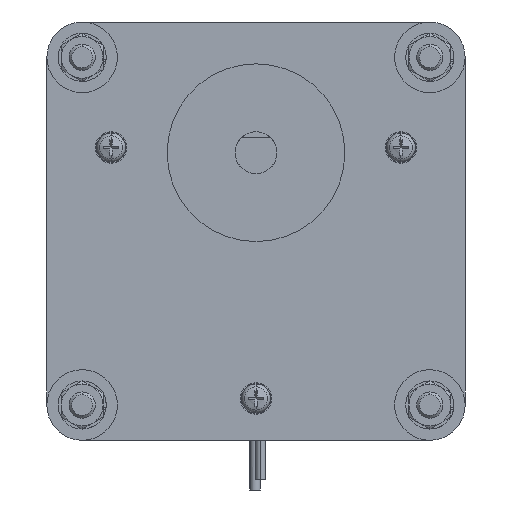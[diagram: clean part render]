
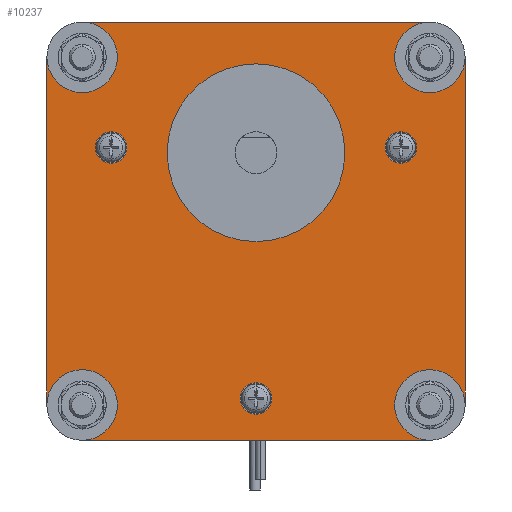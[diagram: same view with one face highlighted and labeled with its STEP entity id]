
A CAD part, left-side view. The second image highlights one B-rep face of the part: STEP entity #10237.
In plain terms, the highlighted planar face has unit normal (-1, 0, 0).
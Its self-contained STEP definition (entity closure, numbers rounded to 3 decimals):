
#9756=CARTESIAN_POINT('POINT7799',(0.5,
   25.115,-0.5));
#9757=VERTEX_POINT('VERTEX7799',#9756);
#9764=CARTESIAN_POINT('POINT7800',(0.5,
   30.311,2.5));
#9765=VERTEX_POINT('VERTEX7800',#9764);
#9766=CARTESIAN_POINT('POS10808',(0.5,
   27.713,1.));
#9767=DIRECTION('DIR16772',(1.,0.,
   0.));
#9768=DIRECTION('DIR16773',(0.,-0.866
   ,-0.5));
#9769=AXIS2_PLACEMENT_3D('AXIS5965',#9766,#9767,#9768);
#9770=CIRCLE('ELLIPSE2912',#9769,3.);
#9771=EDGE_CURVE('EDGE12797',#9765,#9757,#9770,.T.);
#9791=EDGE_CURVE('EDGE12799',#9757,#9765,#9770,.T.);
#9796=CARTESIAN_POINT('POINT7801',(0.5,
   -25.115,-0.5));
#9797=VERTEX_POINT('VERTEX7801',#9796);
#9804=CARTESIAN_POINT('POINT7802',(0.5,
   -30.311,2.5));
#9805=VERTEX_POINT('VERTEX7802',#9804);
#9806=CARTESIAN_POINT('POS10812',(0.5,
   -27.713,1.));
#9807=DIRECTION('DIR16778',(1.,0.,
   0.));
#9808=DIRECTION('DIR16779',(0.,0.866,
   -0.5));
#9809=AXIS2_PLACEMENT_3D('AXIS5967',#9806,#9807,#9808);
#9810=CIRCLE('ELLIPSE2913',#9809,3.);
#9811=EDGE_CURVE('EDGE12801',#9805,#9797,#9810,.T.);
#9831=EDGE_CURVE('EDGE12803',#9797,#9805,#9810,.T.);
#9836=CARTESIAN_POINT('POINT7803',(0.5,0.,
   -44.));
#9837=VERTEX_POINT('VERTEX7803',#9836);
#9844=CARTESIAN_POINT('POINT7804',(0.5,
   0.,-50.));
#9845=VERTEX_POINT('VERTEX7804',#9844);
#9846=CARTESIAN_POINT('POS10816',(0.5,0.,
   -47.));
#9847=DIRECTION('DIR16784',(1.,0.,0.));
#9848=DIRECTION('DIR16785',(0.,0.,1.));
#9849=AXIS2_PLACEMENT_3D('AXIS5969',#9846,#9847,#9848);
#9850=CIRCLE('ELLIPSE2914',#9849,3.);
#9851=EDGE_CURVE('EDGE12805',#9845,#9837,#9850,.T.);
#9871=EDGE_CURVE('EDGE12807',#9837,#9845,#9850,.T.);
#9877=CARTESIAN_POINT('POINT7805',(0.5,40.,
   -48.25));
#9878=VERTEX_POINT('VERTEX7805',#9877);
#9885=CARTESIAN_POINT('POINT7806',(0.5,40.,
   18.25));
#9886=VERTEX_POINT('VERTEX7806',#9885);
#9887=CARTESIAN_POINT('POS10820',(0.5,40.,
   18.25));
#9888=DIRECTION('DIR16790',(0.,0.,-1.));
#9889=VECTOR('VEC4850',#9888,1.);
#9890=LINE('STRAIGHT4850',#9887,#9889);
#9891=EDGE_CURVE('EDGE12809',#9886,#9878,#9890,.T.);
#9907=CARTESIAN_POINT('POINT7807',(0.5,33.25,
   25.));
#9908=VERTEX_POINT('VERTEX7807',#9907);
#9923=CARTESIAN_POINT('POINT7808',(0.5,33.25,
   11.5));
#9924=VERTEX_POINT('VERTEX7808',#9923);
#9925=CARTESIAN_POINT('POS10825',(0.5,33.25,
   18.25));
#9926=DIRECTION('DIR16796',(1.,0.,0.));
#9927=DIRECTION('DIR16797',(0.,0.,-1.));
#9928=AXIS2_PLACEMENT_3D('AXIS5972',#9925,#9926,#9927);
#9929=CIRCLE('ELLIPSE2915',#9928,6.75);
#9930=EDGE_CURVE('EDGE12813',#9924,#9886,#9929,.T.);
#9950=EDGE_CURVE('EDGE12815',#9908,#9924,#9929,.T.);
#9957=CARTESIAN_POINT('POINT7809',(0.5,-33.25,
   25.));
#9958=VERTEX_POINT('VERTEX7809',#9957);
#9959=CARTESIAN_POINT('POS10828',(0.5,-33.25,
   25.));
#9960=DIRECTION('DIR16801',(0.,1.,0.));
#9961=VECTOR('VEC4855',#9960,1.);
#9962=LINE('STRAIGHT4855',#9959,#9961);
#9963=EDGE_CURVE('EDGE12816',#9958,#9908,#9962,.T.);
#9979=CARTESIAN_POINT('POINT7810',(0.5,-40.,
   18.25));
#9980=VERTEX_POINT('VERTEX7810',#9979);
#9995=CARTESIAN_POINT('POINT7811',(0.5,-26.5,
   18.25));
#9996=VERTEX_POINT('VERTEX7811',#9995);
#9997=CARTESIAN_POINT('POS10833',(0.5,-33.25,
   18.25));
#9998=DIRECTION('DIR16807',(1.,0.,0.));
#9999=DIRECTION('DIR16808',(0.,0.,-1.));
#10000=AXIS2_PLACEMENT_3D('AXIS5975',#9997,#9998,#9999);
#10001=CIRCLE('ELLIPSE2916',#10000,6.75);
#10002=EDGE_CURVE('EDGE12820',#9996,#9958,#10001,.T.);
#10023=EDGE_CURVE('EDGE12822',#9980,#9996,#10001,.T.);
#10030=CARTESIAN_POINT('POINT7812',(0.5,-40.,
   -48.25));
#10031=VERTEX_POINT('VERTEX7812',#10030);
#10032=CARTESIAN_POINT('POS10836',(0.5,-40.,-15.));
#10033=DIRECTION('DIR16812',(0.,0.,1.));
#10034=VECTOR('VEC4860',#10033,1.);
#10035=LINE('STRAIGHT4860',#10032,#10034);
#10036=EDGE_CURVE('EDGE12823',#10031,#9980,#10035,.T.);
#10052=CARTESIAN_POINT('POINT7813',(0.5,-33.25,
   -55.));
#10053=VERTEX_POINT('VERTEX7813',#10052);
#10068=CARTESIAN_POINT('POINT7814',(0.5,-33.25,
   -41.5));
#10069=VERTEX_POINT('VERTEX7814',#10068);
#10070=CARTESIAN_POINT('POS10841',(0.5,-33.25,
   -48.25));
#10071=DIRECTION('DIR16818',(1.,0.,0.));
#10072=DIRECTION('DIR16819',(0.,0.,-1.));
#10073=AXIS2_PLACEMENT_3D('AXIS5978',#10070,#10071,#10072);
#10074=CIRCLE('ELLIPSE2917',#10073,6.75);
#10075=EDGE_CURVE('EDGE12827',#10069,#10031,#10074,.T.);
#10095=EDGE_CURVE('EDGE12829',#10053,#10069,#10074,.T.);
#10102=CARTESIAN_POINT('POINT7815',(0.5,33.25,
   -55.));
#10103=VERTEX_POINT('VERTEX7815',#10102);
#10104=CARTESIAN_POINT('POS10844',(0.5,33.25,
   -55.));
#10105=DIRECTION('DIR16823',(0.,-1.,0.));
#10106=VECTOR('VEC4865',#10105,1.);
#10107=LINE('STRAIGHT4865',#10104,#10106);
#10108=EDGE_CURVE('EDGE12830',#10103,#10053,#10107,.T.);
#10133=CARTESIAN_POINT('POINT7816',(0.5,26.5,
   -48.25));
#10134=VERTEX_POINT('VERTEX7816',#10133);
#10135=CARTESIAN_POINT('POS10848',(0.5,33.25,
   -48.25));
#10136=DIRECTION('DIR16828',(1.,0.,0.));
#10137=DIRECTION('DIR16829',(0.,0.,-1.));
#10138=AXIS2_PLACEMENT_3D('AXIS5981',#10135,#10136,#10137);
#10139=CIRCLE('ELLIPSE2918',#10138,6.75);
#10140=EDGE_CURVE('EDGE12833',#10134,#10103,#10139,.T.);
#10161=EDGE_CURVE('EDGE12835',#9878,#10134,#10139,.T.);
#10191=ORIENTED_EDGE('COEDGE25751',*,*,#10161,.T.);
#10192=ORIENTED_EDGE('COEDGE25752',*,*,#10140,.T.);
#10193=ORIENTED_EDGE('COEDGE25753',*,*,#10108,.T.);
#10194=ORIENTED_EDGE('COEDGE25754',*,*,#10095,.T.);
#10195=ORIENTED_EDGE('COEDGE25755',*,*,#10075,.T.);
#10196=ORIENTED_EDGE('COEDGE25756',*,*,#10036,.T.);
#10197=ORIENTED_EDGE('COEDGE25757',*,*,#10023,.T.);
#10198=ORIENTED_EDGE('COEDGE25758',*,*,#10002,.T.);
#10199=ORIENTED_EDGE('COEDGE25759',*,*,#9963,.T.);
#10200=ORIENTED_EDGE('COEDGE25760',*,*,#9950,.T.);
#10201=ORIENTED_EDGE('COEDGE25761',*,*,#9930,.T.);
#10202=ORIENTED_EDGE('COEDGE25762',*,*,#9891,.T.);
#10203=EDGE_LOOP('NONE',(#10191,#10192,#10193,#10194,#10195,#10196,
   #10197,#10198,#10199,#10200,#10201,#10202));
#10204=FACE_BOUND('LOOP1',#10203,.T.);
#10205=ORIENTED_EDGE('COEDGE25763',*,*,#9871,.T.);
#10206=ORIENTED_EDGE('COEDGE25764',*,*,#9851,.T.);
#10207=EDGE_LOOP('NONE',(#10205,#10206));
#10208=FACE_BOUND('LOOP1',#10207,.T.);
#10209=ORIENTED_EDGE('COEDGE25765',*,*,#9831,.T.);
#10210=ORIENTED_EDGE('COEDGE25766',*,*,#9811,.T.);
#10211=EDGE_LOOP('NONE',(#10209,#10210));
#10212=FACE_BOUND('LOOP1',#10211,.T.);
#10213=ORIENTED_EDGE('COEDGE25767',*,*,#9791,.T.);
#10214=ORIENTED_EDGE('COEDGE25768',*,*,#9771,.T.);
#10215=EDGE_LOOP('NONE',(#10213,#10214));
#10216=FACE_BOUND('LOOP1',#10215,.T.);
#10217=CARTESIAN_POINT('POINT7819',(0.5,0.,
   -17.));
#10218=VERTEX_POINT('VERTEX7819',#10217);
#10219=CARTESIAN_POINT('POINT7820',(0.5,
   0.,17.));
#10220=VERTEX_POINT('VERTEX7820',#10219);
#10221=CARTESIAN_POINT('POS10853',(0.5,0.,
   0.));
#10222=DIRECTION('DIR16837',(-1.,0.,0.))
   ;
#10223=DIRECTION('DIR16838',(0.,0.,1.));
#10224=AXIS2_PLACEMENT_3D('AXIS5985',#10221,#10222,#10223);
#10225=CIRCLE('ELLIPSE2920',#10224,17.);
#10226=EDGE_CURVE('EDGE12838',#10218,#10220,#10225,.T.);
#10227=ORIENTED_EDGE('COEDGE25769',*,*,#10226,.F.);
#10228=EDGE_CURVE('EDGE12839',#10220,#10218,#10225,.T.);
#10229=ORIENTED_EDGE('COEDGE25770',*,*,#10228,.F.);
#10230=EDGE_LOOP('NONE',(#10227,#10229));
#10231=FACE_BOUND('LOOP1',#10230,.T.);
#10232=CARTESIAN_POINT('POS10854',(0.5,0.,
   -15.));
#10233=DIRECTION('DIR16839',(1.,0.,0.));
#10234=DIRECTION('DIR16840',(0.,1.,0.));
#10235=AXIS2_PLACEMENT_3D('AXIS5986',#10232,#10233,#10234);
#10236=PLANE('PLANE1757',#10235);
#10237=ADVANCED_FACE('FACE5612',(#10204,#10208,#10212,#10216,#10231),
   #10236,.F.);
